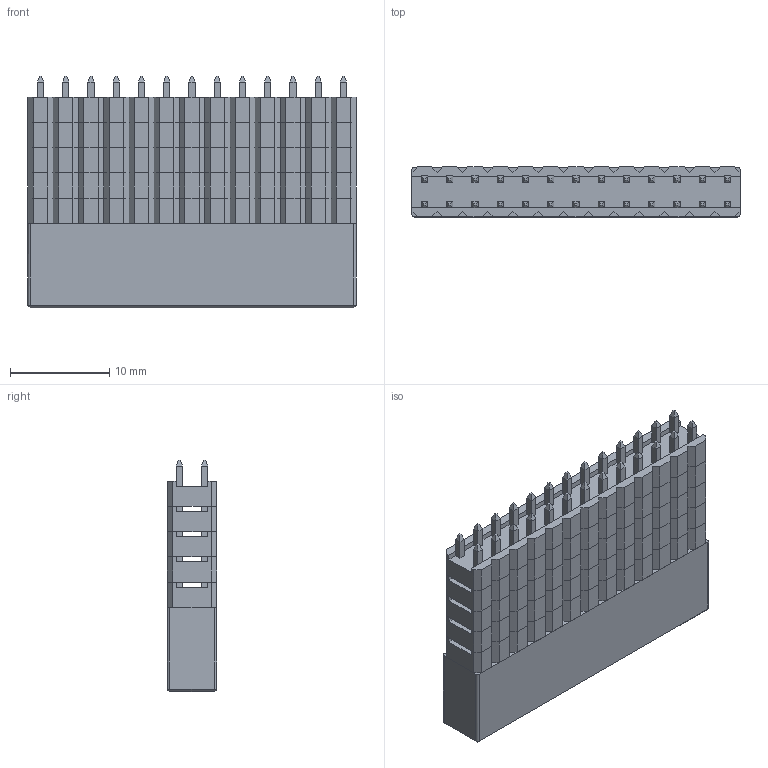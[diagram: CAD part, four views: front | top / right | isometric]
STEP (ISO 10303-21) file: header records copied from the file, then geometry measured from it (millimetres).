
FILE_DESCRIPTION(('FreeCAD Model'),'2;1');
FILE_NAME('Open CASCADE Shape Model','2024-12-20T14:48:57',(''),(''), 'Open CASCADE STEP processor 7.7','FreeCAD','Unknown');
FILE_SCHEMA(('AUTOMOTIVE_DESIGN { 1 0 10303 214 1 1 1 1 }'));
Length unit declared in the file: millimetre
Products named in the file (34): CN1; CN_MPEGARRY_100-2-026-0-NFX-YS0-2332; CN_MPEGARRY_100-2-026x8,5_conn001; CN_MPEGARRY_100-pin14,034; CN_MPEGARRY_100-pin14,035; CN_MPEGARRY_100-pin14,036; CN_MPEGARRY_100-pin14,037; CN_MPEGARRY_100-pin14,038; CN_MPEGARRY_100-pin14,039; CN_MPEGARRY_100-pin14,040; CN_MPEGARRY_100-pin14,041; CN_MPEGARRY_100-pin14,042; CN_MPEGARRY_100-pin14,043; CN_MPEGARRY_100-pin14,044; CN_MPEGARRY_100-pin14,045; CN_MPEGARRY_100-pin14,046; CN_MPEGARRY_100-pin14,047; CN_MPEGARRY_100-pin14,048; CN_MPEGARRY_100-pin14,049; CN_MPEGARRY_100-pin14,050; CN_MPEGARRY_100-pin14,051; CN_MPEGARRY_100-pin14,052; CN_MPEGARRY_100-pin14,053; CN_MPEGARRY_100-pin14,054; CN_MPEGARRY_100-pin14,055; CN_MPEGARRY_100-pin14,056; CN_MPEGARRY_100-pin14,057; CN_MPEGARRY_100-pin14,058; CN_MPEGARRY_100-pin14,059; CN_MPEGARRY_100-2-026x8,5_spacer005; CN_MPEGARRY_100-2-026x8,5_spacer006; CN_MPEGARRY_100-2-026x8,5_spacer007; CN_MPEGARRY_100-2-026x8,5_spacer008; CN_MPEGARRY_100-2-026x8,5_spacer009
Assembly tree (33 placements, depth 3):
  CN1
    CN_MPEGARRY_100-2-026-0-NFX-YS0-2332
      CN_MPEGARRY_100-2-026x8,5_conn001
      CN_MPEGARRY_100-pin14,034
      CN_MPEGARRY_100-pin14,035
      CN_MPEGARRY_100-pin14,036
      CN_MPEGARRY_100-pin14,037
      CN_MPEGARRY_100-pin14,038
      CN_MPEGARRY_100-pin14,039
      CN_MPEGARRY_100-pin14,040
      CN_MPEGARRY_100-pin14,041
      CN_MPEGARRY_100-pin14,042
      CN_MPEGARRY_100-pin14,043
      CN_MPEGARRY_100-pin14,044
      CN_MPEGARRY_100-pin14,045
      CN_MPEGARRY_100-pin14,046
      CN_MPEGARRY_100-pin14,047
      CN_MPEGARRY_100-pin14,048
      CN_MPEGARRY_100-pin14,049
      CN_MPEGARRY_100-pin14,050
      CN_MPEGARRY_100-pin14,051
      CN_MPEGARRY_100-pin14,052
      CN_MPEGARRY_100-pin14,053
      CN_MPEGARRY_100-pin14,054
      CN_MPEGARRY_100-pin14,055
      CN_MPEGARRY_100-pin14,056
      CN_MPEGARRY_100-pin14,057
      CN_MPEGARRY_100-pin14,058
      CN_MPEGARRY_100-pin14,059
      CN_MPEGARRY_100-2-026x8,5_spacer005
      CN_MPEGARRY_100-2-026x8,5_spacer006
      CN_MPEGARRY_100-2-026x8,5_spacer007
      CN_MPEGARRY_100-2-026x8,5_spacer008
      CN_MPEGARRY_100-2-026x8,5_spacer009
Bounding box: 33.02 x 5 x 23.31 mm (x, y, z)
Volume: 2981.8 mm3; surface area: 6096.7 mm2
Topology: 32 solids, 32 shells, 1328 faces, 3896 edges, 2528 vertices
Faces by surface type: plane 1324, cylinder 4
Entity records: 44272 total; most frequent: ORIENTED_EDGE 7792, CARTESIAN_POINT 7786, DIRECTION 6632, EDGE_CURVE 3896, LINE 3884, VECTOR 3884, VERTEX_POINT 2528, FACE_BOUND 1484
